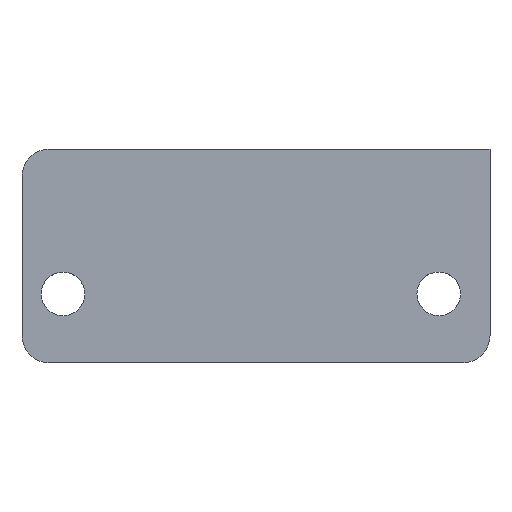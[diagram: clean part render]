
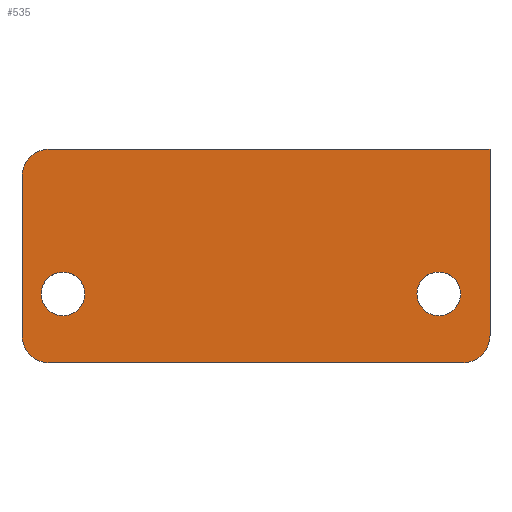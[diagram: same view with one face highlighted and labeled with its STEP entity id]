
A CAD part, top view. The second image highlights one B-rep face of the part: STEP entity #535.
In plain terms, the highlighted planar face has unit normal (0, 0, 1).
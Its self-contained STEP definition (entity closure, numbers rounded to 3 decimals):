
#26=FACE_BOUND('',#102,.T.);
#27=FACE_BOUND('',#103,.T.);
#41=PLANE('',#601);
#68=FACE_OUTER_BOUND('',#101,.T.);
#101=EDGE_LOOP('',(#487,#488,#489,#490,#491,#492,#493));
#102=EDGE_LOOP('',(#494));
#103=EDGE_LOOP('',(#495));
#111=LINE('',#778,#158);
#120=LINE('',#809,#167);
#146=LINE('',#926,#193);
#150=LINE('',#938,#197);
#158=VECTOR('',#621,10.);
#167=VECTOR('',#648,10.);
#193=VECTOR('',#736,10.);
#197=VECTOR('',#752,10.);
#199=CIRCLE('',#552,2.);
#206=CIRCLE('',#562,2.);
#207=CIRCLE('',#565,2.);
#219=CIRCLE('',#597,1.6);
#220=CIRCLE('',#599,1.6);
#223=VERTEX_POINT('',#760);
#224=VERTEX_POINT('',#762);
#230=VERTEX_POINT('',#776);
#241=VERTEX_POINT('',#802);
#242=VERTEX_POINT('',#804);
#243=VERTEX_POINT('',#808);
#244=VERTEX_POINT('',#812);
#269=VERTEX_POINT('',#930);
#270=VERTEX_POINT('',#934);
#273=EDGE_CURVE('',#223,#224,#199,.T.);
#281=EDGE_CURVE('',#223,#230,#111,.T.);
#294=EDGE_CURVE('',#241,#242,#206,.T.);
#296=EDGE_CURVE('',#243,#242,#120,.T.);
#298=EDGE_CURVE('',#243,#244,#207,.T.);
#339=EDGE_CURVE('',#230,#244,#146,.T.);
#342=EDGE_CURVE('',#269,#269,#219,.T.);
#344=EDGE_CURVE('',#270,#270,#220,.T.);
#345=EDGE_CURVE('',#241,#224,#150,.T.);
#487=ORIENTED_EDGE('',*,*,#273,.F.);
#488=ORIENTED_EDGE('',*,*,#281,.T.);
#489=ORIENTED_EDGE('',*,*,#339,.T.);
#490=ORIENTED_EDGE('',*,*,#298,.F.);
#491=ORIENTED_EDGE('',*,*,#296,.T.);
#492=ORIENTED_EDGE('',*,*,#294,.F.);
#493=ORIENTED_EDGE('',*,*,#345,.T.);
#494=ORIENTED_EDGE('',*,*,#344,.F.);
#495=ORIENTED_EDGE('',*,*,#342,.F.);
#535=ADVANCED_FACE('',(#68,#26,#27),#41,.F.);
#552=AXIS2_PLACEMENT_3D('',#763,#609,#610);
#562=AXIS2_PLACEMENT_3D('',#805,#643,#644);
#565=AXIS2_PLACEMENT_3D('',#813,#652,#653);
#597=AXIS2_PLACEMENT_3D('',#932,#743,#744);
#599=AXIS2_PLACEMENT_3D('',#936,#748,#749);
#601=AXIS2_PLACEMENT_3D('',#939,#753,#754);
#609=DIRECTION('center_axis',(0.,0.,-1.));
#610=DIRECTION('ref_axis',(0.707,-0.707,0.));
#621=DIRECTION('',(0.,1.,0.));
#643=DIRECTION('center_axis',(0.,0.,-1.));
#644=DIRECTION('ref_axis',(-0.707,-0.707,0.));
#648=DIRECTION('',(0.,-1.,0.));
#652=DIRECTION('center_axis',(0.,0.,-1.));
#653=DIRECTION('ref_axis',(-0.707,0.707,0.));
#736=DIRECTION('',(-1.,0.,0.));
#743=DIRECTION('center_axis',(0.,0.,1.));
#744=DIRECTION('ref_axis',(-1.,0.,0.));
#748=DIRECTION('center_axis',(0.,0.,1.));
#749=DIRECTION('ref_axis',(-1.,0.,0.));
#752=DIRECTION('',(1.,0.,0.));
#753=DIRECTION('center_axis',(0.,0.,-1.));
#754=DIRECTION('ref_axis',(-1.,0.,0.));
#760=CARTESIAN_POINT('',(17.5,-23.35,13.));
#762=CARTESIAN_POINT('',(15.5,-25.35,13.));
#763=CARTESIAN_POINT('Origin',(15.5,-23.35,13.));
#776=CARTESIAN_POINT('',(17.5,-9.7,13.));
#778=CARTESIAN_POINT('',(17.5,-25.35,13.));
#802=CARTESIAN_POINT('',(-14.75,-25.35,13.));
#804=CARTESIAN_POINT('',(-16.75,-23.35,13.));
#805=CARTESIAN_POINT('Origin',(-14.75,-23.35,13.));
#808=CARTESIAN_POINT('',(-16.75,-11.7,13.));
#809=CARTESIAN_POINT('',(-16.75,-9.7,13.));
#812=CARTESIAN_POINT('',(-14.75,-9.7,13.));
#813=CARTESIAN_POINT('Origin',(-14.75,-11.7,13.));
#926=CARTESIAN_POINT('',(17.5,-9.7,13.));
#930=CARTESIAN_POINT('',(15.35,-20.3,13.));
#932=CARTESIAN_POINT('Origin',(13.75,-20.3,13.));
#934=CARTESIAN_POINT('',(-12.15,-20.3,13.));
#936=CARTESIAN_POINT('Origin',(-13.75,-20.3,13.));
#938=CARTESIAN_POINT('',(-16.75,-25.35,13.));
#939=CARTESIAN_POINT('Origin',(0.375,-17.525,13.));
